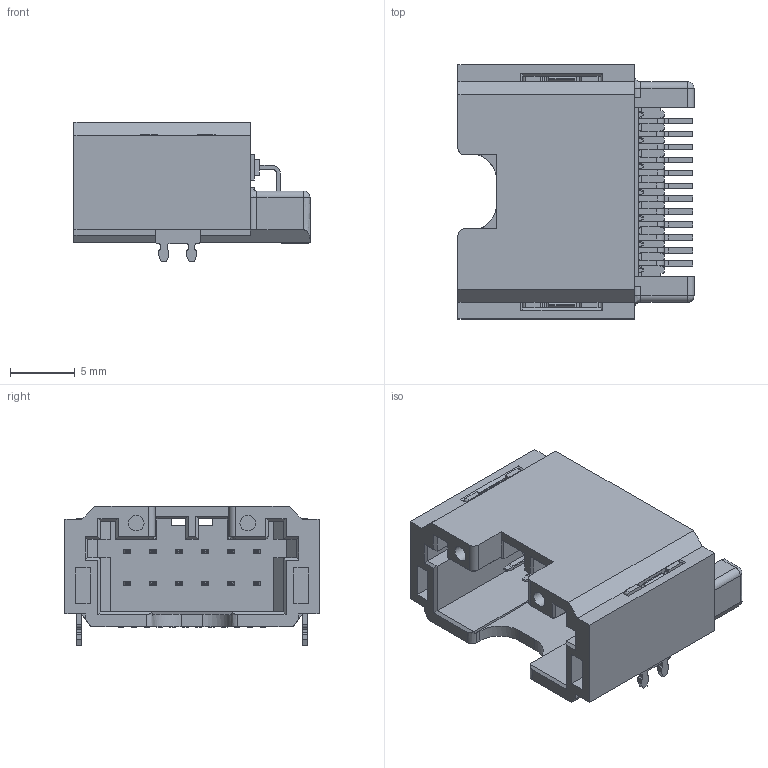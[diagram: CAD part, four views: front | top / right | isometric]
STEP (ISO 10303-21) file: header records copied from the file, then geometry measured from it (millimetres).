
FILE_DESCRIPTION( ('This file contains a STEP AP42 implementation' ,'as created by ZW3D STEP Interface translator.') ,'2;1' );
FILE_NAME( '72025-2MZ012FBSNBR1.step' ,'231123.101250', (''), ('ZWCAD Software Co.'), 'Version 1.0', 'ZW3D to STEP translator', '' );
FILE_SCHEMA(('CONFIG_CONTROL_DESIGN'));
Length unit declared in the file: millimetre
Products named in the file (2): 0; 72025-2MZ012FBSNBR1
Bounding box: 18.2 x 19.6 x 10.75 mm (x, y, z)
Volume: 1309.2 mm3; surface area: 2784.9 mm2
Topology: 1 solids, 1 shells, 1304 faces, 4068 edges, 2672 vertices
Faces by surface type: plane 961, cylinder 231, bspline 108, cone 2, sphere 2
Full cylindrical faces by diameter (mm): 1.2 x2
Entity records: 46966 total; most frequent: CARTESIAN_POINT 10971, ORIENTED_EDGE 8136, DIRECTION 6760, EDGE_CURVE 4068, VECTOR 3360, LINE 3360, VERTEX_POINT 2672, AXIS2_PLACEMENT_3D 1700
